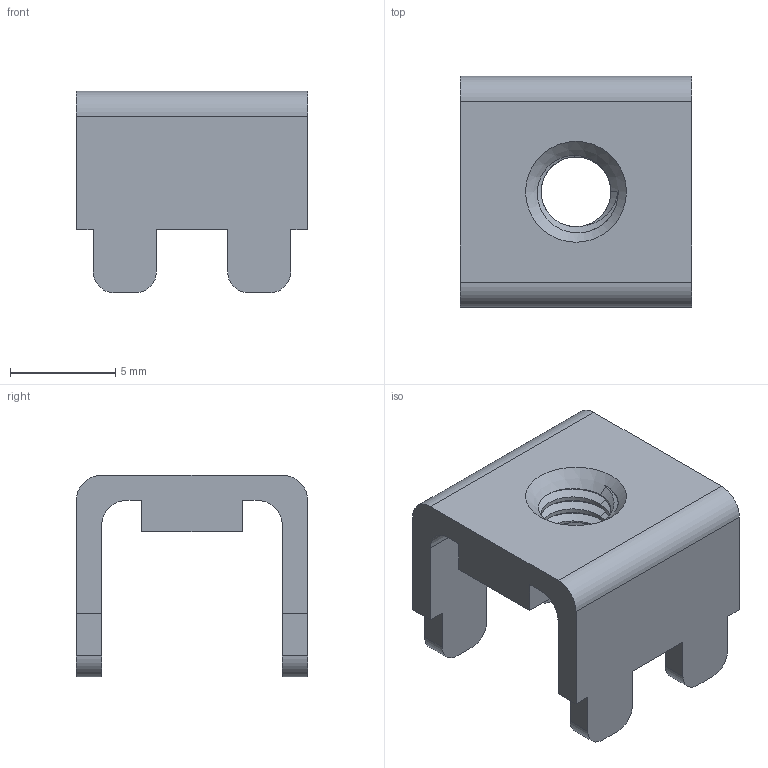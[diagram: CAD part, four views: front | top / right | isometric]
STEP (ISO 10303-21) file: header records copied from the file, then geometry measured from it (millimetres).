
FILE_DESCRIPTION(('FreeCAD Model'),'2;1');
FILE_NAME('Open CASCADE Shape Model','2024-05-18T18:43:20',('Author'),( ''),'Open CASCADE STEP processor 7.7','FreeCAD','Unknown');
FILE_SCHEMA(('AUTOMOTIVE_DESIGN { 1 0 10303 214 1 1 1 1 }'));
Length unit declared in the file: millimetre
Products named in the file (1): Body
Bounding box: 11 x 11 x 9.6 mm (x, y, z)
Volume: 378 mm3; surface area: 697.2 mm2
Topology: 1 solids, 1 shells, 63 faces, 167 edges, 106 vertices
Faces by surface type: plane 30, cylinder 17, bspline 14, cone 2
Full cylindrical faces by diameter (mm): 3.322 x3
Entity records: 3442 total; most frequent: CARTESIAN_POINT 1945, ORIENTED_EDGE 334, DIRECTION 260, EDGE_CURVE 167, VERTEX_POINT 106, LINE 102, VECTOR 102, AXIS2_PLACEMENT_3D 79
